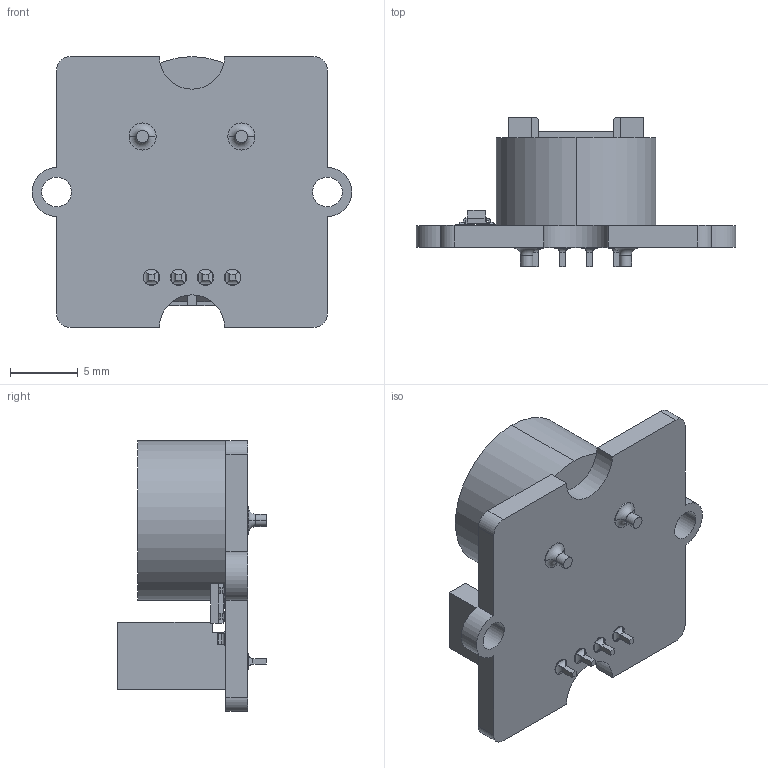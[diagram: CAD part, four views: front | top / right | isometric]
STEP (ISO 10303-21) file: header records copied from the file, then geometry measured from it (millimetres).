
FILE_DESCRIPTION (( 'STEP AP203' ), '1' );
FILE_NAME ('Grove buzzer.STEP', '2022-09-11T14:39:03', ( '' ), ( '' ), 'SwSTEP 2.0', 'SolidWorks 2012', '' );
FILE_SCHEMA (( 'CONFIG_CONTROL_DESIGN' ));
Length unit declared in the file: millimetre
Products named in the file (6): buzzer; PCB grove 20x20; Connecteur Grove (droit); 603 resistor 102; Grove buzzer; ssot3
Assembly tree (5 placements, depth 2):
  Grove buzzer
    buzzer
    PCB grove 20x20
    Connecteur Grove (droit)
    ssot3
    603 resistor 102
Bounding box: 23.6 x 11 x 20 mm (x, y, z)
Volume: 1475.1 mm3; surface area: 2024.1 mm2
Topology: 12 solids, 12 shells, 376 faces, 944 edges, 610 vertices
Faces by surface type: plane 271, cylinder 82, bspline 19, torus 4
Entity records: 12828 total; most frequent: CARTESIAN_POINT 3381, ORIENTED_EDGE 1888, DIRECTION 1698, EDGE_CURVE 944, LINE 708, VECTOR 708, VERTEX_POINT 610, AXIS2_PLACEMENT_3D 495
